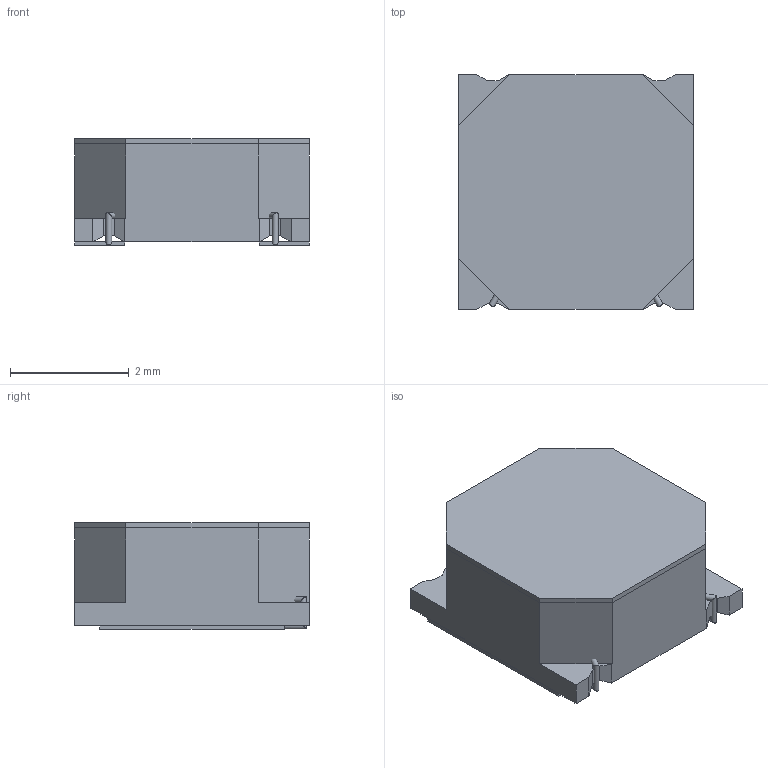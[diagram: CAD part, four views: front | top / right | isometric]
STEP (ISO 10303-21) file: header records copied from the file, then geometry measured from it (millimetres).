
FILE_DESCRIPTION(/* description */ (''),/* implementation_level */ '2;1');
FILE_NAME(/* name */ 'IFSC-1515AH-01.step',/* time_stamp */ '2020-11-12T01:24:17+06:00',/* author */ (''),/* organization */ (''),/* preprocessor_version */ 'ST-DEVELOPER v18.1',/* originating_system */ 'Autodesk Translation Framework v9.3.0.1241',/* authorisation */ '');
FILE_SCHEMA (('AUTOMOTIVE_DESIGN { 1 0 10303 214 3 1 1 }'));
Length unit declared in the file: millimetre
Products named in the file (1): IFSC-1515AH-01
Bounding box: 3.95 x 3.95 x 1.8 mm (x, y, z)
Volume: 25.2 mm3; surface area: 97.6 mm2
Topology: 4 solids, 4 shells, 70 faces, 174 edges, 112 vertices
Faces by surface type: plane 64, cylinder 6
Full cylindrical faces by diameter (mm): 0.1 x6
Entity records: 2170 total; most frequent: CARTESIAN_POINT 357, ORIENTED_EDGE 348, DIRECTION 336, EDGE_CURVE 174, LINE 154, VECTOR 154, VERTEX_POINT 112, AXIS2_PLACEMENT_3D 91
